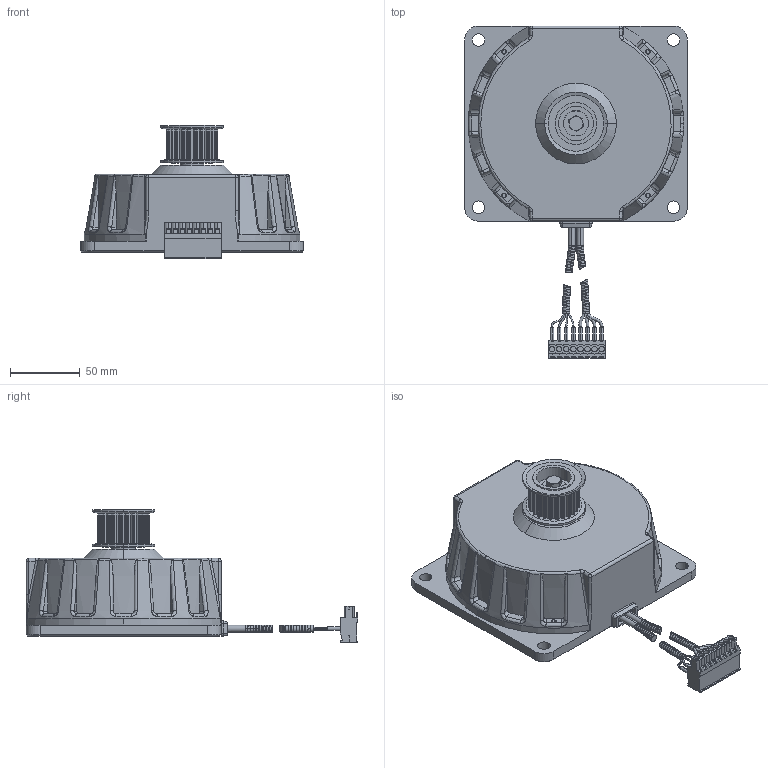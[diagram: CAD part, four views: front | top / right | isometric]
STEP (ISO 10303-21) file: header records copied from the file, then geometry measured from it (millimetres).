
FILE_DESCRIPTION (( 'STEP AP214' ), '1' );
FILE_NAME ('6FB1203-0AT12-7DA0.STP', '2014-10-07T07:25:46', ( '' ), ( '' ), 'SwSTEP 2.0', 'SolidWorks 2013', '' );
FILE_SCHEMA (( 'AUTOMOTIVE_DESIGN' ));
Length unit declared in the file: millimetre
Products named in the file (1): 6FB1203-0AT12-7DA0
Bounding box: 160 x 238.2 x 95.5 mm (x, y, z)
Volume: 1023208.2 mm3; surface area: 92280.2 mm2
Topology: 2 solids, 7 shells, 1147 faces, 2925 edges, 1829 vertices
Faces by surface type: cylinder 427, bspline 343, plane 331, cone 46
Entity records: 61939 total; most frequent: CARTESIAN_POINT 27111, ORIENTED_EDGE 5838, DIRECTION 4823, EDGE_CURVE 2919, AXIS2_PLACEMENT_3D 1854, VERTEX_POINT 1829, EDGE_LOOP 1242, ADVANCED_FACE 1147
